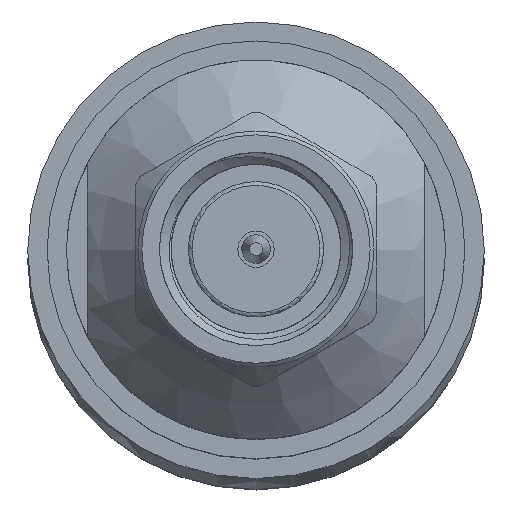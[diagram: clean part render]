
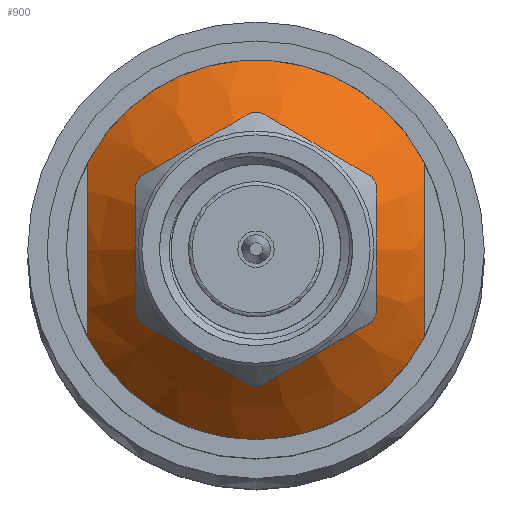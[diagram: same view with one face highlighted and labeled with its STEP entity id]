
A CAD part, top view. The second image highlights one B-rep face of the part: STEP entity #900.
In plain terms, the highlighted conical face has half-angle 45 degrees and reference radius 6.236 mm.
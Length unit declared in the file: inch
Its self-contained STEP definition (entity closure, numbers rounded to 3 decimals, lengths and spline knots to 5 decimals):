
#24 = FACE_BOUND ( 'NONE', #1484, .T. ) ;
#68 = VERTEX_POINT ( 'NONE', #3478 ) ;
#199 = CARTESIAN_POINT ( 'NONE',  ( 0.44911, -0.03867, 0.2185 ) ) ;
#212 = EDGE_CURVE ( 'NONE', #226, #3582, #2948, .T. ) ;
#226 = VERTEX_POINT ( 'NONE', #2167 ) ;
#237 = AXIS2_PLACEMENT_3D ( 'NONE', #2417, #2396, #2719 ) ;
#247 = CARTESIAN_POINT ( 'NONE',  ( 0.46547, 0.09441, 0.2185 ) ) ;
#361 = CONICAL_SURFACE ( 'NONE', #2155, 0.2455, 0.785 ) ;
#512 = VERTEX_POINT ( 'NONE', #2886 ) ;
#654 = CARTESIAN_POINT ( 'NONE',  ( 0.4586, -0.07602, -0.2185 ) ) ;
#833 = CARTESIAN_POINT ( 'NONE',  ( 0.44646, -0.0196, 0.2185 ) ) ;
#836 = CARTESIAN_POINT ( 'NONE',  ( 0.47346, 0., 0. ) ) ;
#860 = EDGE_CURVE ( 'NONE', #512, #512, #2198, .T. ) ;
#900 = ADVANCED_FACE ( 'NONE', ( #24, #1166 ), #361, .T. ) ;
#931 = DIRECTION ( 'NONE',  ( 0., 0., -1. ) ) ;
#947 = CARTESIAN_POINT ( 'NONE',  ( 0.47346, 0.11193, -0.2185 ) ) ;
#994 = EDGE_CURVE ( 'NONE', #68, #1229, #3290, .T. ) ;
#1069 = AXIS2_PLACEMENT_3D ( 'NONE', #3044, #3689, #3357 ) ;
#1142 = CARTESIAN_POINT ( 'NONE',  ( 0.34705, 0., 0. ) ) ;
#1166 = FACE_OUTER_BOUND ( 'NONE', #2610, .T. ) ;
#1215 = CIRCLE ( 'NONE', #237, 0.2455 ) ;
#1229 = VERTEX_POINT ( 'NONE', #3469 ) ;
#1242 = CARTESIAN_POINT ( 'NONE',  ( 0.44911, -0.03867, -0.2185 ) ) ;
#1334 = ORIENTED_EDGE ( 'NONE', *, *, #2754, .F. ) ;
#1445 = DIRECTION ( 'NONE',  ( 1., 0., 0. ) ) ;
#1471 = CARTESIAN_POINT ( 'NONE',  ( 0.4491, 0.03862, 0.2185 ) ) ;
#1484 = EDGE_LOOP ( 'NONE', ( #3294 ) ) ;
#1499 = AXIS2_PLACEMENT_3D ( 'NONE', #1142, #1445, #931 ) ;
#2099 = CARTESIAN_POINT ( 'NONE',  ( 0.47346, 0.11193, 0.2185 ) ) ;
#2104 = ORIENTED_EDGE ( 'NONE', *, *, #212, .T. ) ;
#2155 = AXIS2_PLACEMENT_3D ( 'NONE', #836, #2693, #3057 ) ;
#2167 = CARTESIAN_POINT ( 'NONE',  ( 0.47346, -0.11193, 0.2185 ) ) ;
#2174 = CARTESIAN_POINT ( 'NONE',  ( 0.47346, -0.11193, -0.2185 ) ) ;
#2198 = CIRCLE ( 'NONE', #1499, 0.1191 ) ;
#2207 = CARTESIAN_POINT ( 'NONE',  ( 0.4491, 0.03862, -0.2185 ) ) ;
#2386 = CARTESIAN_POINT ( 'NONE',  ( 0.47346, -0.11193, 0.2185 ) ) ;
#2396 = DIRECTION ( 'NONE',  ( 1., 0., 0. ) ) ;
#2417 = CARTESIAN_POINT ( 'NONE',  ( 0.47346, 0., 0. ) ) ;
#2458 = CARTESIAN_POINT ( 'NONE',  ( 0.44646, -0.0196, -0.2185 ) ) ;
#2610 = EDGE_LOOP ( 'NONE', ( #1334, #2104, #3722, #2837 ) ) ;
#2689 = CARTESIAN_POINT ( 'NONE',  ( 0.4586, -0.07602, 0.2185 ) ) ;
#2693 = DIRECTION ( 'NONE',  ( 1., 0., 0. ) ) ;
#2719 = DIRECTION ( 'NONE',  ( 0., 0., -1. ) ) ;
#2754 = EDGE_CURVE ( 'NONE', #226, #1229, #1215, .T. ) ;
#2770 = CARTESIAN_POINT ( 'NONE',  ( 0.46547, 0.09441, -0.2185 ) ) ;
#2799 = CARTESIAN_POINT ( 'NONE',  ( 0.46547, -0.09442, -0.2185 ) ) ;
#2800 = EDGE_CURVE ( 'NONE', #68, #3582, #3312, .T. ) ;
#2837 = ORIENTED_EDGE ( 'NONE', *, *, #994, .T. ) ;
#2886 = CARTESIAN_POINT ( 'NONE',  ( 0.34705, 0., -0.1191 ) ) ;
#2948 = B_SPLINE_CURVE_WITH_KNOTS ( 'NONE', 3,
 ( #2386, #3653, #2689, #199, #833, #2982, #1471, #2994, #247, #2099 ),
 .UNSPECIFIED., .F., .F.,
 ( 4, 2, 2, 2, 4 ),
 ( 0.02484, 0.0263, 0.02776, 0.02923, 0.03069 ),
 .UNSPECIFIED. ) ;
#2982 = CARTESIAN_POINT ( 'NONE',  ( 0.44645, 0.0195, 0.2185 ) ) ;
#2994 = CARTESIAN_POINT ( 'NONE',  ( 0.45859, 0.07601, 0.2185 ) ) ;
#3044 = CARTESIAN_POINT ( 'NONE',  ( 0.47346, 0., 0. ) ) ;
#3057 = DIRECTION ( 'NONE',  ( 0., 0., -1. ) ) ;
#3290 = B_SPLINE_CURVE_WITH_KNOTS ( 'NONE', 3,
 ( #947, #2770, #3396, #2207, #3410, #2458, #1242, #654, #2799, #2174 ),
 .UNSPECIFIED., .F., .F.,
 ( 4, 2, 2, 2, 4 ),
 ( 0.02507, 0.02654, 0.028, 0.02946, 0.03092 ),
 .UNSPECIFIED. ) ;
#3294 = ORIENTED_EDGE ( 'NONE', *, *, #860, .T. ) ;
#3312 = CIRCLE ( 'NONE', #1069, 0.2455 ) ;
#3357 = DIRECTION ( 'NONE',  ( 0., 0., -1. ) ) ;
#3396 = CARTESIAN_POINT ( 'NONE',  ( 0.45859, 0.07601, -0.2185 ) ) ;
#3410 = CARTESIAN_POINT ( 'NONE',  ( 0.44645, 0.0195, -0.2185 ) ) ;
#3469 = CARTESIAN_POINT ( 'NONE',  ( 0.47346, -0.11193, -0.2185 ) ) ;
#3478 = CARTESIAN_POINT ( 'NONE',  ( 0.47346, 0.11193, -0.2185 ) ) ;
#3582 = VERTEX_POINT ( 'NONE', #3744 ) ;
#3653 = CARTESIAN_POINT ( 'NONE',  ( 0.46547, -0.09442, 0.2185 ) ) ;
#3689 = DIRECTION ( 'NONE',  ( 1., 0., 0. ) ) ;
#3722 = ORIENTED_EDGE ( 'NONE', *, *, #2800, .F. ) ;
#3744 = CARTESIAN_POINT ( 'NONE',  ( 0.47346, 0.11193, 0.2185 ) ) ;
